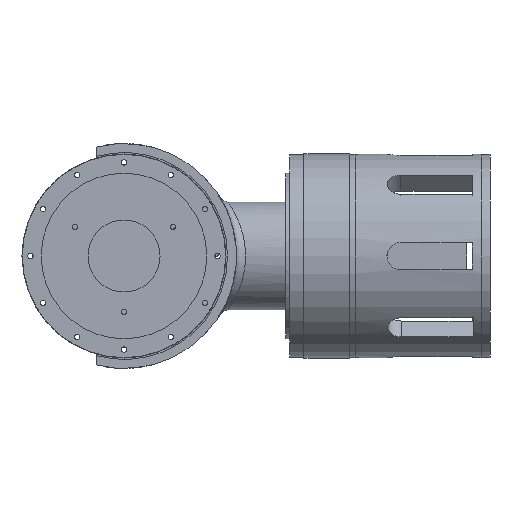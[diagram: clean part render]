
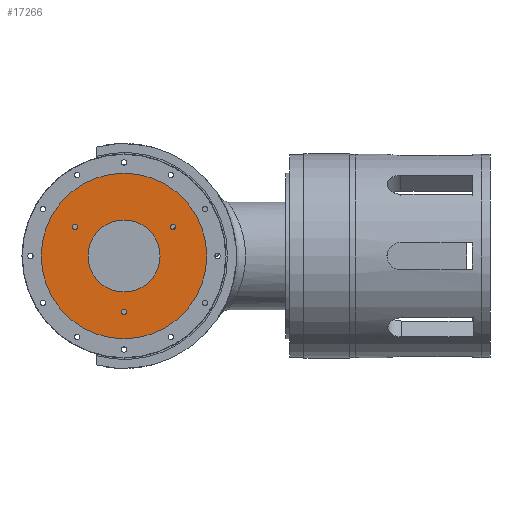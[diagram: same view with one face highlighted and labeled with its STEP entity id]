
A CAD part, front view. The second image highlights one B-rep face of the part: STEP entity #17266.
In plain terms, the highlighted face is planar.
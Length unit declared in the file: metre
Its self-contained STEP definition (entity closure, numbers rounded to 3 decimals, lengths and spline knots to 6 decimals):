
#7652=ORIENTED_EDGE('',*,*,#10240,.F.);
#7653=ORIENTED_EDGE('',*,*,#10241,.F.);
#7654=ORIENTED_EDGE('',*,*,#10242,.F.);
#7655=ORIENTED_EDGE('',*,*,#10243,.F.);
#7656=ORIENTED_EDGE('',*,*,#10238,.T.);
#10238=EDGE_CURVE('',#12015,#12015,#13268,.T.);
#10240=EDGE_CURVE('',#12017,#12017,#13270,.T.);
#10241=EDGE_CURVE('',#12018,#12018,#13271,.T.);
#10242=EDGE_CURVE('',#12019,#12019,#13272,.T.);
#10243=EDGE_CURVE('',#12020,#12020,#13273,.T.);
#12015=VERTEX_POINT('',#37799);
#12017=VERTEX_POINT('',#37804);
#12018=VERTEX_POINT('',#37806);
#12019=VERTEX_POINT('',#37808);
#12020=VERTEX_POINT('',#37810);
#13268=CIRCLE('',#19340,0.046);
#13270=CIRCLE('',#19343,0.0015);
#13271=CIRCLE('',#19344,0.0015);
#13272=CIRCLE('',#19345,0.0015);
#13273=CIRCLE('',#19346,0.02);
#14633=EDGE_LOOP('',(#7652));
#14634=EDGE_LOOP('',(#7653));
#14635=EDGE_LOOP('',(#7654));
#14636=EDGE_LOOP('',(#7655));
#14637=EDGE_LOOP('',(#7656));
#16089=FACE_BOUND('',#14633,.T.);
#16090=FACE_BOUND('',#14634,.T.);
#16091=FACE_BOUND('',#14635,.T.);
#16092=FACE_BOUND('',#14636,.T.);
#16093=FACE_BOUND('',#14637,.T.);
#16347=PLANE('',#19342);
#17266=ADVANCED_FACE('',(#16089,#16090,#16091,#16092,#16093),#16347,.T.);
#19340=AXIS2_PLACEMENT_3D('',#37798,#23905,#23906);
#19342=AXIS2_PLACEMENT_3D('',#37802,#23909,#23910);
#19343=AXIS2_PLACEMENT_3D('',#37803,#23911,#23912);
#19344=AXIS2_PLACEMENT_3D('',#37805,#23913,#23914);
#19345=AXIS2_PLACEMENT_3D('',#37807,#23915,#23916);
#19346=AXIS2_PLACEMENT_3D('',#37809,#23917,#23918);
#23905=DIRECTION('',(0.,0.,-1.));
#23906=DIRECTION('',(-1.,0.,0.));
#23909=DIRECTION('',(0.,0.,-1.));
#23910=DIRECTION('',(1.,0.,0.));
#23911=DIRECTION('',(0.,0.,-1.));
#23912=DIRECTION('',(-1.,0.,0.));
#23913=DIRECTION('',(0.,0.,-1.));
#23914=DIRECTION('',(-1.,0.,0.));
#23915=DIRECTION('',(0.,0.,-1.));
#23916=DIRECTION('',(-1.,0.,0.));
#23917=DIRECTION('',(0.,0.,-1.));
#23918=DIRECTION('',(-1.,0.,0.));
#37798=CARTESIAN_POINT('',(0.,0.,-0.002));
#37799=CARTESIAN_POINT('',(-0.046,0.,-0.002));
#37802=CARTESIAN_POINT('',(0.,0.,-0.002));
#37803=CARTESIAN_POINT('',(-0.02728,-0.016244,-0.002));
#37804=CARTESIAN_POINT('',(-0.02878,-0.016244,-0.002));
#37805=CARTESIAN_POINT('',(0.02728,-0.016244,-0.002));
#37806=CARTESIAN_POINT('',(0.02578,-0.016244,-0.002));
#37807=CARTESIAN_POINT('',(0.,0.031006,-0.002));
#37808=CARTESIAN_POINT('',(-0.0015,0.031006,-0.002));
#37809=CARTESIAN_POINT('',(0.,0.,-0.002));
#37810=CARTESIAN_POINT('',(-0.02,0.,-0.002));
